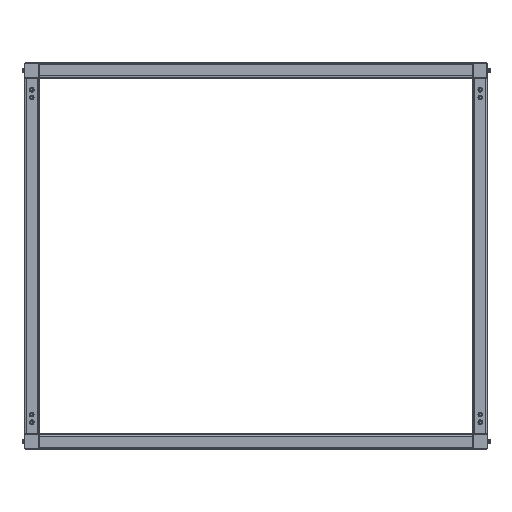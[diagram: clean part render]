
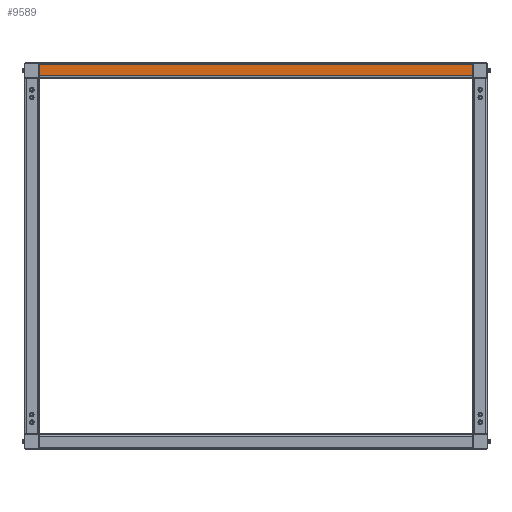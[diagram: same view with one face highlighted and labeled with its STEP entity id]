
A CAD part, front view. The second image highlights one B-rep face of the part: STEP entity #9589.
In plain terms, the highlighted free-form (B-spline) face has degree [1, 1] with [2, 2] control points.
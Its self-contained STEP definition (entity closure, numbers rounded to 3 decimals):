
#9076 = VERTEX_POINT('',#9077);
#9077 = CARTESIAN_POINT('',(1390.066,-1985.808,
    2396.871));
#9121 = VERTEX_POINT('',#9122);
#9122 = CARTESIAN_POINT('',(1390.066,-1985.808,
    2468.36));
#9128 = EDGE_CURVE('',#9076,#9121,#9129,.T.);
#9129 = B_SPLINE_CURVE_WITH_KNOTS('',1,(#9130,#9131),.UNSPECIFIED.,.F.,
  .F.,(2,2),(0.,72.),.PIECEWISE_BEZIER_KNOTS.);
#9130 = CARTESIAN_POINT('',(1390.066,-1985.808,
    2396.871));
#9131 = CARTESIAN_POINT('',(1390.066,-1985.808,
    2468.36));
#9203 = EDGE_CURVE('',#9204,#9206,#9208,.T.);
#9204 = VERTEX_POINT('',#9205);
#9205 = CARTESIAN_POINT('',(-1390.066,-1985.808,
    2396.871));
#9206 = VERTEX_POINT('',#9207);
#9207 = CARTESIAN_POINT('',(-1390.066,-1985.808,
    2468.36));
#9208 = B_SPLINE_CURVE_WITH_KNOTS('',1,(#9209,#9210),.UNSPECIFIED.,.F.,
  .F.,(2,2),(0.,72.),.PIECEWISE_BEZIER_KNOTS.);
#9209 = CARTESIAN_POINT('',(-1390.066,-1985.808,
    2396.871));
#9210 = CARTESIAN_POINT('',(-1390.066,-1985.808,
    2468.36));
#9470 = EDGE_CURVE('',#9076,#9204,#9471,.T.);
#9471 = B_SPLINE_CURVE_WITH_KNOTS('',1,(#9472,#9473),.UNSPECIFIED.,.F.,
  .F.,(2,2),(0.,2800.),.PIECEWISE_BEZIER_KNOTS.);
#9472 = CARTESIAN_POINT('',(1390.066,-1985.808,
    2396.871));
#9473 = CARTESIAN_POINT('',(-1390.066,-1985.808,
    2396.871));
#9578 = EDGE_CURVE('',#9121,#9206,#9579,.T.);
#9579 = B_SPLINE_CURVE_WITH_KNOTS('',1,(#9580,#9581),.UNSPECIFIED.,.F.,
  .F.,(2,2),(0.,2800.),.PIECEWISE_BEZIER_KNOTS.);
#9580 = CARTESIAN_POINT('',(1390.066,-1985.808,
    2468.36));
#9581 = CARTESIAN_POINT('',(-1390.066,-1985.808,
    2468.36));
#9589 = ADVANCED_FACE('',(#9590),#9596,.T.);
#9590 = FACE_BOUND('',#9591,.T.);
#9591 = EDGE_LOOP('',(#9592,#9593,#9594,#9595));
#9592 = ORIENTED_EDGE('',*,*,#9128,.T.);
#9593 = ORIENTED_EDGE('',*,*,#9578,.T.);
#9594 = ORIENTED_EDGE('',*,*,#9203,.F.);
#9595 = ORIENTED_EDGE('',*,*,#9470,.F.);
#9596 = B_SPLINE_SURFACE_WITH_KNOTS('',1,1,(
    (#9597,#9598)
    ,(#9599,#9600
    )),.UNSPECIFIED.,.F.,.F.,.F.,(2,2),(2,2),(0.,72.),(
    0.,2800.),.PIECEWISE_BEZIER_KNOTS.);
#9597 = CARTESIAN_POINT('',(1390.066,-1985.808,
    2396.871));
#9598 = CARTESIAN_POINT('',(-1390.066,-1985.808,
    2396.871));
#9599 = CARTESIAN_POINT('',(1390.066,-1985.808,
    2468.36));
#9600 = CARTESIAN_POINT('',(-1390.066,-1985.808,
    2468.36));
